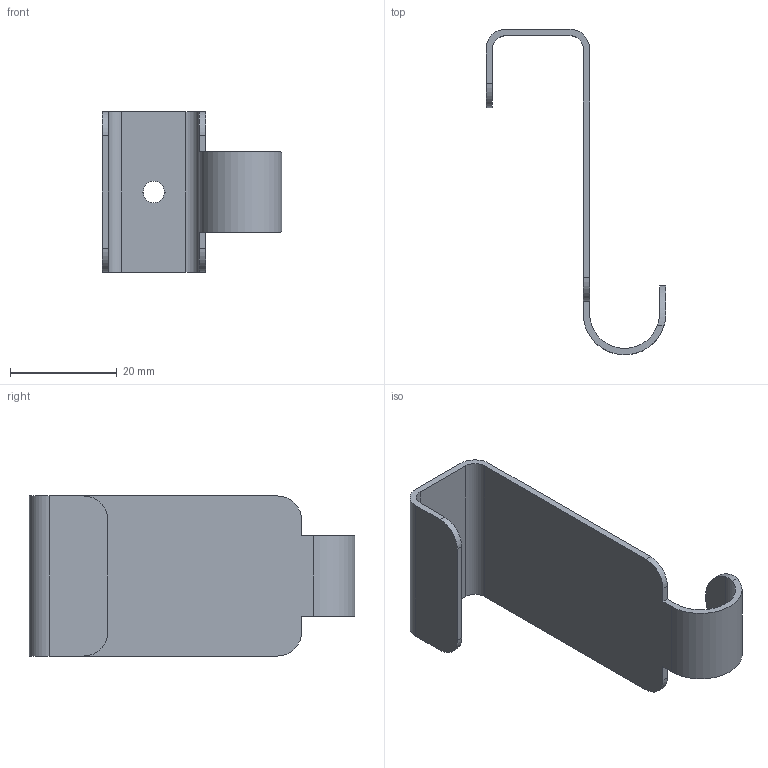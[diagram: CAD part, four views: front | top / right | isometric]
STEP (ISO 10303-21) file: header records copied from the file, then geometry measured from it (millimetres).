
FILE_DESCRIPTION(('Creo Elements/Direct Modeling STEP Export'),'2;1');
FILE_NAME('2179-60.stp','2024-09-23T 9:46:12',(''),(''),'Creo Elements/Direct Modeling STEP processor for AP214 (Solid Model)','Creo Elements/Direct Modeling 20.0 12-Nov-2016 (C) Parametric Technology GmbH','');
FILE_SCHEMA(('AUTOMOTIVE_DESIGN { 1 0 10303 214 1 1 1 1 }'));
Length unit declared in the file: millimetre
Products named in the file (1): Haken
Bounding box: 33.7 x 60.98 x 30 mm (x, y, z)
Volume: 3345 mm3; surface area: 5920.1 mm2
Topology: 1 solids, 1 shells, 29 faces, 81 edges, 54 vertices
Faces by surface type: plane 15, cylinder 12, cone 2
Entity records: 1038 total; most frequent: CARTESIAN_POINT 256, ORIENTED_EDGE 162, DIRECTION 157, EDGE_CURVE 81, AXIS2_PLACEMENT_3D 55, VERTEX_POINT 54, VECTOR 47, LINE 47
